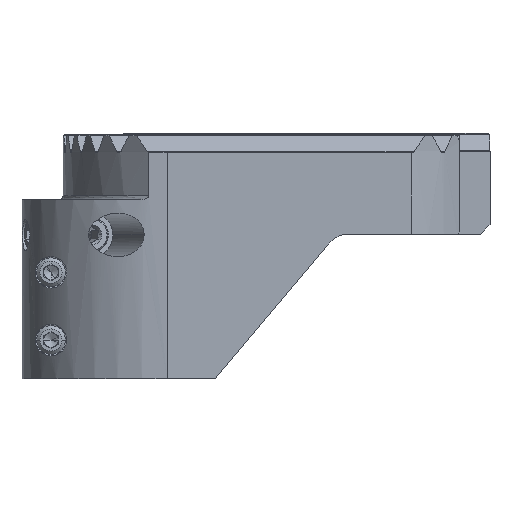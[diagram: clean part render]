
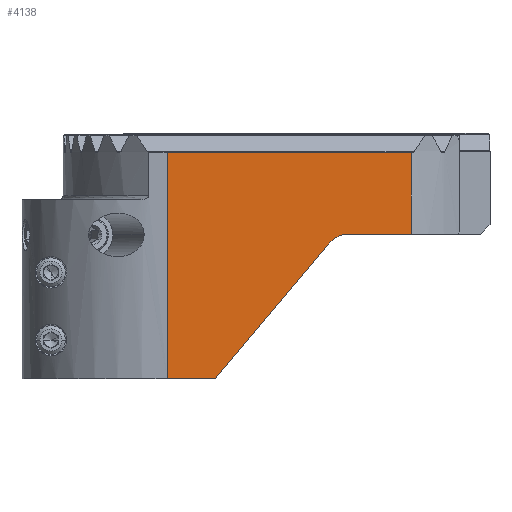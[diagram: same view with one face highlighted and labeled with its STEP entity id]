
A CAD part, front view. The second image highlights one B-rep face of the part: STEP entity #4138.
In plain terms, the highlighted planar face has unit normal (0, -1, 0).
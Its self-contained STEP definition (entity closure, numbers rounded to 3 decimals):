
#2174=EDGE_CURVE('NONE',#3634,#3588,#6373,.T.);
#3226=EDGE_CURVE('NONE',#4090,#3588,#7526,.T.);
#3298=VERTEX_POINT('NONE',#7604);
#3588=VERTEX_POINT('NONE',#7925);
#3612=VERTEX_POINT('NONE',#7950);
#3634=VERTEX_POINT('NONE',#7975);
#4090=VERTEX_POINT('NONE',#8478);
#4138=ADVANCED_FACE('NONE',(#8529),#8530,.T.);
#4310=EDGE_CURVE('NONE',#3612,#4090,#8715,.T.);
#5006=EDGE_CURVE('NONE',#5076,#3634,#9480,.T.);
#5076=VERTEX_POINT('NONE',#9555);
#5208=VERTEX_POINT('NONE',#9700);
#5260=EDGE_CURVE('NONE',#3612,#3298,#9760,.T.);
#5468=EDGE_CURVE('NONE',#3298,#5208,#9987,.T.);
#5722=EDGE_CURVE('NONE',#5208,#5076,#10265,.T.);
#6373=LINE('',#10987,#10988);
#7526=LINE('',#13203,#13204);
#7604=CARTESIAN_POINT('',(25.247,-12.862,1.939));
#7925=CARTESIAN_POINT('',(-12.084,-12.862,-27.911));
#7950=CARTESIAN_POINT('',(21.417,-12.862,0.153));
#7975=CARTESIAN_POINT('',(-12.084,-12.862,18.841));
#8478=CARTESIAN_POINT('',(-2.131,-12.862,-27.911));
#8529=FACE_OUTER_BOUND('',#14983,.T.);
#8530=PLANE('',#14984);
#8715=LINE('',#15369,#15370);
#9480=LINE('',#16839,#16840);
#9555=CARTESIAN_POINT('',(38.416,-12.862,18.841));
#9700=CARTESIAN_POINT('',(38.416,-12.862,1.939));
#9760=CIRCLE('',#17338,5.0);
#9987=LINE('',#17808,#17809);
#10265=LINE('',#18387,#18388);
#10987=CARTESIAN_POINT('',(-12.084,-12.862,22.839));
#10988=VECTOR('',#19660,1000.0);
#13203=CARTESIAN_POINT('',(-42.084,-12.862,-27.911));
#13204=VECTOR('',#20857,1000.0);
#14983=EDGE_LOOP('',(#21923,#21924,#21925,#21926,#21927,#21928,#21929));
#14984=AXIS2_PLACEMENT_3D('',#21930,#21931,#21932);
#15369=CARTESIAN_POINT('',(43.743,-12.862,26.76));
#15370=VECTOR('',#22126,1000.0);
#16839=CARTESIAN_POINT('',(48.416,-12.862,18.841));
#16840=VECTOR('',#22923,1000.0);
#17338=AXIS2_PLACEMENT_3D('',#23213,#23214,#23215);
#17808=CARTESIAN_POINT('',(25.247,-12.862,1.939));
#17809=VECTOR('',#23413,1000.0);
#18387=CARTESIAN_POINT('',(38.416,-12.862,29.154));
#18388=VECTOR('',#23724,1000.0);
#19660=DIRECTION('',(0.,0.0,-1.0));
#20857=DIRECTION('',(-1.0,0.0,0.));
#21923=ORIENTED_EDGE('',*,*,#5722,.T.);
#21924=ORIENTED_EDGE('',*,*,#5006,.T.);
#21925=ORIENTED_EDGE('',*,*,#2174,.T.);
#21926=ORIENTED_EDGE('',*,*,#3226,.F.);
#21927=ORIENTED_EDGE('',*,*,#4310,.F.);
#21928=ORIENTED_EDGE('',*,*,#5260,.T.);
#21929=ORIENTED_EDGE('',*,*,#5468,.T.);
#21930=CARTESIAN_POINT('',(48.416,-12.862,22.839));
#21931=DIRECTION('',(0.0,-1.0,0.0));
#21932=DIRECTION('',(0.0,0.0,1.0));
#22126=DIRECTION('',(-0.643,0.0,-0.766));
#22923=DIRECTION('',(-1.0,0.0,0.0));
#23213=CARTESIAN_POINT('',(25.247,-12.862,-3.061));
#23214=DIRECTION('',(-0.0,1.0,0.0));
#23215=DIRECTION('',(1.0,0.0,0.0));
#23413=DIRECTION('',(1.0,0.0,0.0));
#23724=DIRECTION('',(0.0,-0.0,1.0));
